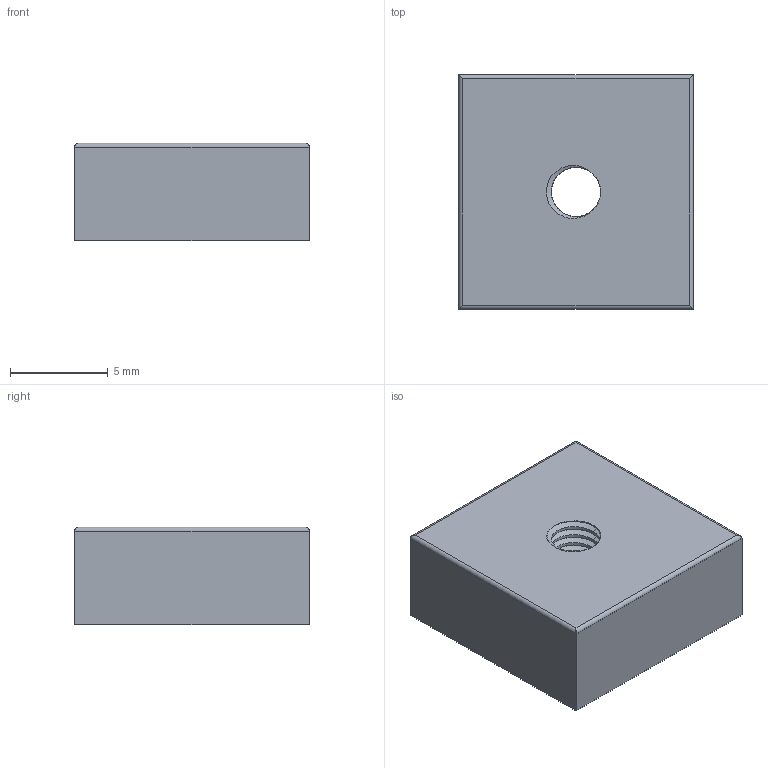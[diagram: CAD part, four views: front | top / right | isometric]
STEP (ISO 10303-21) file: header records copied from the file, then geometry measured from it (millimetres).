
FILE_DESCRIPTION(('FreeCAD Model'),'2;1');
FILE_NAME('Open CASCADE Shape Model','2022-11-22T18:00:08',(''),(''), 'Open CASCADE STEP processor 7.6','FreeCAD','Unknown');
FILE_SCHEMA(('AUTOMOTIVE_DESIGN { 1 0 10303 214 1 1 1 1 }'));
Length unit declared in the file: millimetre
Products named in the file (1): Body
Bounding box: 12 x 12 x 5 mm (x, y, z)
Volume: 690.2 mm3; surface area: 580.1 mm2
Topology: 1 solids, 1 shells, 55 faces, 115 edges, 62 vertices
Faces by surface type: bspline 33, cylinder 16, plane 6
Full cylindrical faces by diameter (mm): 2.52 x10
Entity records: 9877 total; most frequent: CARTESIAN_POINT 7827, DIRECTION 253, ORIENTED_EDGE 230, PCURVE 230, DEFINITIONAL_REPRESENTATION 230, LINE 189, VECTOR 189, B_SPLINE_CURVE_WITH_KNOTS 144
